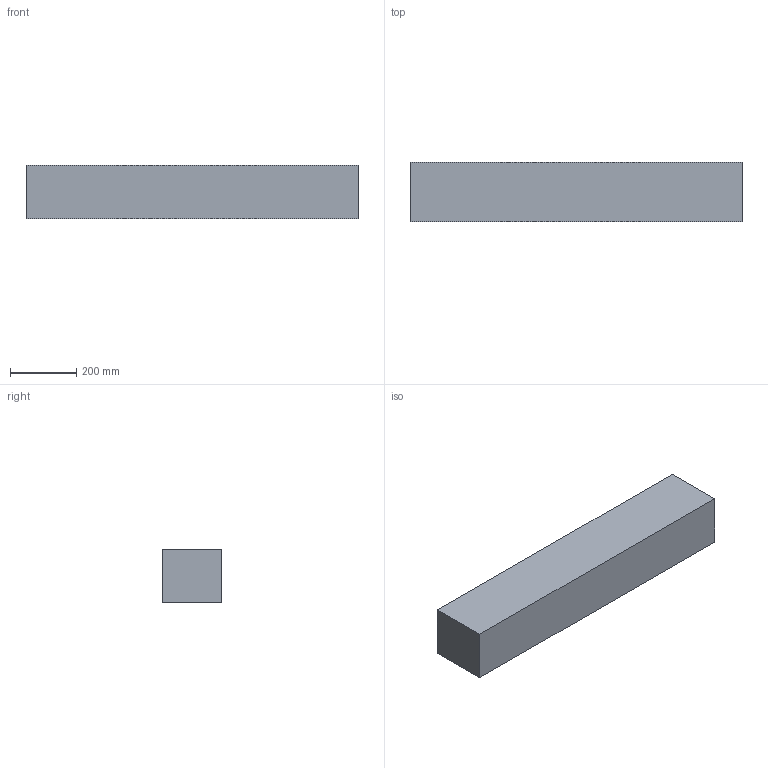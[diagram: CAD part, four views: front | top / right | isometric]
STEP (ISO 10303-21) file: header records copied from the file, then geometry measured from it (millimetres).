
FILE_DESCRIPTION(/* description */ (''),/* implementation_level */ '2;1');
FILE_NAME(/* name */ 'singleObjectExternalFlowSolidRegion.step',/* time_stamp */ '2025-04-27T17:23:25-05:00',/* author */ (''),/* organization */ (''),/* preprocessor_version */ 'ST-DEVELOPER v20.1',/* originating_system */ 'Autodesk Translation Framework v14.4.0.0',/* authorisation */ '');
FILE_SCHEMA (('AUTOMOTIVE_DESIGN { 1 0 10303 214 3 1 1 }'));
Length unit declared in the file: millimetre
Products named in the file (6): singleObjectExternalFlowSolidRegion; TestObject; Air; outlet; inlet; elipseFace
Assembly tree (5 placements, depth 2):
  singleObjectExternalFlowSolidRegion
    TestObject
    Air
    outlet
    inlet
    elipseFace
Bounding box: 1000 x 180 x 160 mm (x, y, z)
Volume: 28799999.9 mm3; surface area: 803886.5 mm2
Topology: 2 solids, 6 shells, 19 faces, 35 edges, 26 vertices
Faces by surface type: plane 14, bspline 3, cylinder 2
Full cylindrical faces by diameter (mm): 40 x2
Entity records: 714 total; most frequent: CARTESIAN_POINT 142, DIRECTION 99, ORIENTED_EDGE 60, AXIS2_PLACEMENT_3D 37, EDGE_CURVE 35, VERTEX_POINT 26, LINE 25, VECTOR 25
